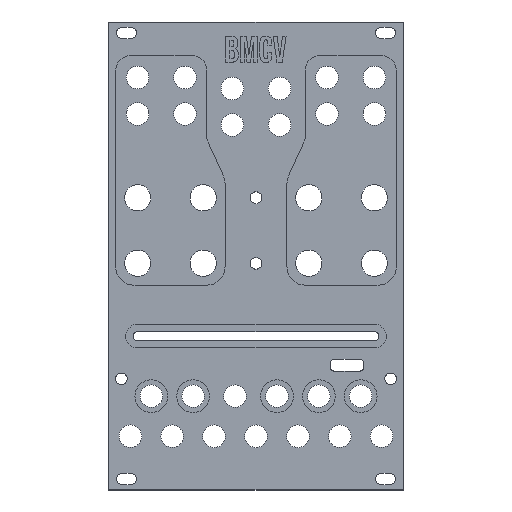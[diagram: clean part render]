
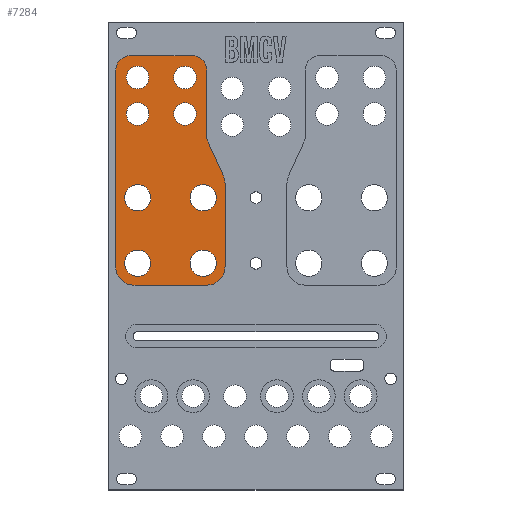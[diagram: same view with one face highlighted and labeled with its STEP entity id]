
A CAD part, top view. The second image highlights one B-rep face of the part: STEP entity #7284.
In plain terms, the highlighted planar face has unit normal (0, 0, 1).
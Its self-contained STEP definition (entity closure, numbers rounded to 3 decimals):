
#219=FACE_BOUND('',#995,.T.);
#220=FACE_BOUND('',#996,.T.);
#221=FACE_BOUND('',#997,.T.);
#222=FACE_BOUND('',#998,.T.);
#223=FACE_BOUND('',#999,.T.);
#224=FACE_BOUND('',#1000,.T.);
#225=FACE_BOUND('',#1001,.T.);
#226=FACE_BOUND('',#1002,.T.);
#391=PLANE('',#7725);
#594=FACE_OUTER_BOUND('',#994,.T.);
#994=EDGE_LOOP('',(#4995,#4996,#4997,#4998,#4999,#5000,#5001,#5002,#5003,
#5004,#5005,#5006));
#995=EDGE_LOOP('',(#5007));
#996=EDGE_LOOP('',(#5008));
#997=EDGE_LOOP('',(#5009));
#998=EDGE_LOOP('',(#5010));
#999=EDGE_LOOP('',(#5011));
#1000=EDGE_LOOP('',(#5012));
#1001=EDGE_LOOP('',(#5013));
#1002=EDGE_LOOP('',(#5014));
#1567=LINE('',#10336,#2241);
#1568=LINE('',#10340,#2242);
#1569=LINE('',#10344,#2243);
#1570=LINE('',#10348,#2244);
#1571=LINE('',#10352,#2245);
#1572=LINE('',#10355,#2246);
#2241=VECTOR('',#8377,10.);
#2242=VECTOR('',#8380,10.);
#2243=VECTOR('',#8383,10.);
#2244=VECTOR('',#8386,10.);
#2245=VECTOR('',#8389,10.);
#2246=VECTOR('',#8392,10.);
#2914=CIRCLE('',#7724,5.);
#2915=CIRCLE('',#7726,5.);
#2916=CIRCLE('',#7727,5.);
#2917=CIRCLE('',#7728,4.);
#2918=CIRCLE('',#7729,4.);
#2919=CIRCLE('',#7730,4.);
#2920=CIRCLE('',#7731,3.6);
#2921=CIRCLE('',#7732,3.6);
#2922=CIRCLE('',#7733,3.1);
#2923=CIRCLE('',#7734,3.1);
#2924=CIRCLE('',#7735,3.1);
#2925=CIRCLE('',#7736,3.6);
#2926=CIRCLE('',#7737,3.6);
#2927=CIRCLE('',#7738,3.1);
#3203=VERTEX_POINT('',#10329);
#3204=VERTEX_POINT('',#10331);
#3205=VERTEX_POINT('',#10335);
#3206=VERTEX_POINT('',#10337);
#3207=VERTEX_POINT('',#10339);
#3208=VERTEX_POINT('',#10341);
#3209=VERTEX_POINT('',#10343);
#3210=VERTEX_POINT('',#10345);
#3211=VERTEX_POINT('',#10347);
#3212=VERTEX_POINT('',#10349);
#3213=VERTEX_POINT('',#10351);
#3214=VERTEX_POINT('',#10353);
#3215=VERTEX_POINT('',#10356);
#3216=VERTEX_POINT('',#10358);
#3217=VERTEX_POINT('',#10360);
#3218=VERTEX_POINT('',#10362);
#3219=VERTEX_POINT('',#10364);
#3220=VERTEX_POINT('',#10366);
#3221=VERTEX_POINT('',#10368);
#3222=VERTEX_POINT('',#10370);
#3919=EDGE_CURVE('',#3203,#3204,#2914,.T.);
#3921=EDGE_CURVE('',#3205,#3203,#1567,.T.);
#3922=EDGE_CURVE('',#3206,#3205,#2915,.T.);
#3923=EDGE_CURVE('',#3207,#3206,#1568,.T.);
#3924=EDGE_CURVE('',#3208,#3207,#2916,.T.);
#3925=EDGE_CURVE('',#3209,#3208,#1569,.T.);
#3926=EDGE_CURVE('',#3210,#3209,#2917,.T.);
#3927=EDGE_CURVE('',#3211,#3210,#1570,.T.);
#3928=EDGE_CURVE('',#3212,#3211,#2918,.T.);
#3929=EDGE_CURVE('',#3213,#3212,#1571,.T.);
#3930=EDGE_CURVE('',#3214,#3213,#2919,.T.);
#3931=EDGE_CURVE('',#3214,#3204,#1572,.T.);
#3932=EDGE_CURVE('',#3215,#3215,#2920,.T.);
#3933=EDGE_CURVE('',#3216,#3216,#2921,.T.);
#3934=EDGE_CURVE('',#3217,#3217,#2922,.T.);
#3935=EDGE_CURVE('',#3218,#3218,#2923,.T.);
#3936=EDGE_CURVE('',#3219,#3219,#2924,.T.);
#3937=EDGE_CURVE('',#3220,#3220,#2925,.T.);
#3938=EDGE_CURVE('',#3221,#3221,#2926,.T.);
#3939=EDGE_CURVE('',#3222,#3222,#2927,.T.);
#4995=ORIENTED_EDGE('',*,*,#3919,.F.);
#4996=ORIENTED_EDGE('',*,*,#3921,.F.);
#4997=ORIENTED_EDGE('',*,*,#3922,.F.);
#4998=ORIENTED_EDGE('',*,*,#3923,.F.);
#4999=ORIENTED_EDGE('',*,*,#3924,.F.);
#5000=ORIENTED_EDGE('',*,*,#3925,.F.);
#5001=ORIENTED_EDGE('',*,*,#3926,.F.);
#5002=ORIENTED_EDGE('',*,*,#3927,.F.);
#5003=ORIENTED_EDGE('',*,*,#3928,.F.);
#5004=ORIENTED_EDGE('',*,*,#3929,.F.);
#5005=ORIENTED_EDGE('',*,*,#3930,.F.);
#5006=ORIENTED_EDGE('',*,*,#3931,.T.);
#5007=ORIENTED_EDGE('',*,*,#3932,.T.);
#5008=ORIENTED_EDGE('',*,*,#3933,.T.);
#5009=ORIENTED_EDGE('',*,*,#3934,.T.);
#5010=ORIENTED_EDGE('',*,*,#3935,.T.);
#5011=ORIENTED_EDGE('',*,*,#3936,.T.);
#5012=ORIENTED_EDGE('',*,*,#3937,.T.);
#5013=ORIENTED_EDGE('',*,*,#3938,.T.);
#5014=ORIENTED_EDGE('',*,*,#3939,.T.);
#7284=ADVANCED_FACE('',(#594,#219,#220,#221,#222,#223,#224,#225,#226),#391,
 .T.);
#7724=AXIS2_PLACEMENT_3D('',#10332,#8372,#8373);
#7725=AXIS2_PLACEMENT_3D('',#10334,#8375,#8376);
#7726=AXIS2_PLACEMENT_3D('',#10338,#8378,#8379);
#7727=AXIS2_PLACEMENT_3D('',#10342,#8381,#8382);
#7728=AXIS2_PLACEMENT_3D('',#10346,#8384,#8385);
#7729=AXIS2_PLACEMENT_3D('',#10350,#8387,#8388);
#7730=AXIS2_PLACEMENT_3D('',#10354,#8390,#8391);
#7731=AXIS2_PLACEMENT_3D('',#10357,#8393,#8394);
#7732=AXIS2_PLACEMENT_3D('',#10359,#8395,#8396);
#7733=AXIS2_PLACEMENT_3D('',#10361,#8397,#8398);
#7734=AXIS2_PLACEMENT_3D('',#10363,#8399,#8400);
#7735=AXIS2_PLACEMENT_3D('',#10365,#8401,#8402);
#7736=AXIS2_PLACEMENT_3D('',#10367,#8403,#8404);
#7737=AXIS2_PLACEMENT_3D('',#10369,#8405,#8406);
#7738=AXIS2_PLACEMENT_3D('',#10371,#8407,#8408);
#8372=DIRECTION('center_axis',(0.,0.,-1.));
#8373=DIRECTION('ref_axis',(-0.707,-0.707,0.));
#8375=DIRECTION('center_axis',(0.,0.,1.));
#8376=DIRECTION('ref_axis',(-1.,0.,0.));
#8377=DIRECTION('',(-1.,0.,0.));
#8378=DIRECTION('center_axis',(0.,0.,-1.));
#8379=DIRECTION('ref_axis',(0.707,-0.707,0.));
#8380=DIRECTION('',(0.,-1.,0.));
#8381=DIRECTION('center_axis',(0.,0.,-1.));
#8382=DIRECTION('ref_axis',(0.977,0.212,0.));
#8383=DIRECTION('',(0.414,-0.91,0.));
#8384=DIRECTION('center_axis',(0.,0.,1.));
#8385=DIRECTION('ref_axis',(-0.977,-0.212,0.));
#8386=DIRECTION('',(0.,-1.,0.));
#8387=DIRECTION('center_axis',(0.,0.,-1.));
#8388=DIRECTION('ref_axis',(0.707,0.707,0.));
#8389=DIRECTION('',(1.,0.,0.));
#8390=DIRECTION('center_axis',(0.,0.,-1.));
#8391=DIRECTION('ref_axis',(-0.707,0.707,0.));
#8392=DIRECTION('',(0.,-1.,0.));
#8393=DIRECTION('center_axis',(0.,0.,-1.));
#8394=DIRECTION('ref_axis',(-1.,0.,0.));
#8395=DIRECTION('center_axis',(0.,0.,-1.));
#8396=DIRECTION('ref_axis',(-1.,0.,0.));
#8397=DIRECTION('center_axis',(0.,0.,-1.));
#8398=DIRECTION('ref_axis',(-1.,0.,0.));
#8399=DIRECTION('center_axis',(0.,0.,-1.));
#8400=DIRECTION('ref_axis',(-1.,0.,0.));
#8401=DIRECTION('center_axis',(0.,0.,-1.));
#8402=DIRECTION('ref_axis',(-1.,0.,0.));
#8403=DIRECTION('center_axis',(0.,0.,-1.));
#8404=DIRECTION('ref_axis',(-1.,0.,0.));
#8405=DIRECTION('center_axis',(0.,0.,-1.));
#8406=DIRECTION('ref_axis',(-1.,0.,0.));
#8407=DIRECTION('center_axis',(0.,0.,-1.));
#8408=DIRECTION('ref_axis',(-1.,0.,0.));
#10329=CARTESIAN_POINT('',(-33.5,-8.,1.6));
#10331=CARTESIAN_POINT('',(-38.5,-3.,1.6));
#10332=CARTESIAN_POINT('Origin',(-33.5,-3.,1.6));
#10334=CARTESIAN_POINT('Origin',(-23.5,23.5,1.6));
#10335=CARTESIAN_POINT('',(-13.5,-8.,1.6));
#10336=CARTESIAN_POINT('',(-8.5,-8.,1.6));
#10337=CARTESIAN_POINT('',(-8.5,-3.,1.6));
#10338=CARTESIAN_POINT('Origin',(-13.5,-3.,1.6));
#10339=CARTESIAN_POINT('',(-8.5,19.917,1.6));
#10340=CARTESIAN_POINT('',(-8.5,21.,1.6));
#10341=CARTESIAN_POINT('',(-8.948,21.986,1.6));
#10342=CARTESIAN_POINT('Origin',(-13.5,19.917,1.6));
#10343=CARTESIAN_POINT('',(-13.141,31.211,1.6));
#10344=CARTESIAN_POINT('',(-13.5,32.,1.6));
#10345=CARTESIAN_POINT('',(-13.5,32.866,1.6));
#10346=CARTESIAN_POINT('Origin',(-9.5,32.866,1.6));
#10347=CARTESIAN_POINT('',(-13.5,51.,1.6));
#10348=CARTESIAN_POINT('',(-13.5,55.,1.6));
#10349=CARTESIAN_POINT('',(-17.5,55.,1.6));
#10350=CARTESIAN_POINT('Origin',(-17.5,51.,1.6));
#10351=CARTESIAN_POINT('',(-34.5,55.,1.6));
#10352=CARTESIAN_POINT('',(-38.5,55.,1.6));
#10353=CARTESIAN_POINT('',(-38.5,51.,1.6));
#10354=CARTESIAN_POINT('Origin',(-34.5,51.,1.6));
#10355=CARTESIAN_POINT('',(-38.5,35.,1.6));
#10356=CARTESIAN_POINT('',(-28.9,16.,1.6));
#10357=CARTESIAN_POINT('Origin',(-32.5,16.,1.6));
#10358=CARTESIAN_POINT('',(-28.9,-2.,1.6));
#10359=CARTESIAN_POINT('Origin',(-32.5,-2.,1.6));
#10360=CARTESIAN_POINT('',(-29.4,49.,1.6));
#10361=CARTESIAN_POINT('Origin',(-32.5,49.,1.6));
#10362=CARTESIAN_POINT('',(-16.4,39.,1.6));
#10363=CARTESIAN_POINT('Origin',(-19.5,39.,1.6));
#10364=CARTESIAN_POINT('',(-16.4,49.,1.6));
#10365=CARTESIAN_POINT('Origin',(-19.5,49.,1.6));
#10366=CARTESIAN_POINT('',(-10.9,-2.,1.6));
#10367=CARTESIAN_POINT('Origin',(-14.5,-2.,1.6));
#10368=CARTESIAN_POINT('',(-10.9,16.,1.6));
#10369=CARTESIAN_POINT('Origin',(-14.5,16.,1.6));
#10370=CARTESIAN_POINT('',(-29.4,39.,1.6));
#10371=CARTESIAN_POINT('Origin',(-32.5,39.,1.6));
